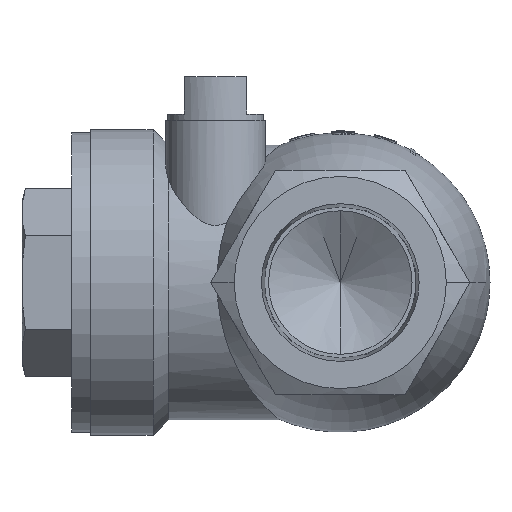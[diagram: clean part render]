
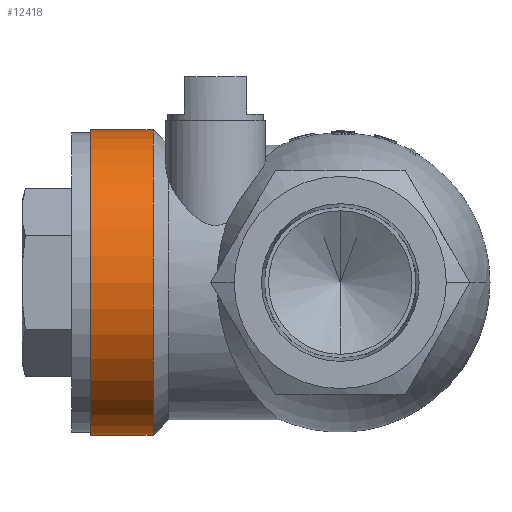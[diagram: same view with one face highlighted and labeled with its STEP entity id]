
A CAD part, left-side view. The second image highlights one B-rep face of the part: STEP entity #12418.
In plain terms, the highlighted cylindrical face has radius 24.5 mm (diameter 49 mm), a partial arc.
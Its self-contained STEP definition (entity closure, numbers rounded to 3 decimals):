
#421 = EDGE_LOOP ( 'NONE', ( #13131, #13132, #13133, #13134 ) ) ;
#1530 = FACE_OUTER_BOUND ( 'NONE', #421, .T. ) ;
#1537 = CYLINDRICAL_SURFACE ( 'NONE', #13570, 24.5 ) ;
#1677 = LINE ( 'NONE', #8731, #1678 ) ;
#1678 = VECTOR ( 'NONE', #8732, 1000. ) ;
#1681 = LINE ( 'NONE', #8730, #1683 ) ;
#1683 = VECTOR ( 'NONE', #8740, 1000. ) ;
#1815 = CIRCLE ( 'NONE', #8352, 24.5 ) ;
#1817 = CIRCLE ( 'NONE', #8355, 24.5 ) ;
#1876 = VERTEX_POINT ( 'NONE', #7151 ) ;
#1877 = VERTEX_POINT ( 'NONE', #7152 ) ;
#1881 = VERTEX_POINT ( 'NONE', #7156 ) ;
#1884 = VERTEX_POINT ( 'NONE', #7159 ) ;
#7151 = CARTESIAN_POINT ( 'NONE',  ( 0., 40., -24.5 ) ) ;
#7152 = CARTESIAN_POINT ( 'NONE',  ( 0., 40., 24.5 ) ) ;
#7156 = CARTESIAN_POINT ( 'NONE',  ( 0., 30., 24.5 ) ) ;
#7159 = CARTESIAN_POINT ( 'NONE',  ( 0., 30., -24.5 ) ) ;
#7568 = DIRECTION ( 'NONE',  ( 0., 0., -1. ) ) ;
#7572 = DIRECTION ( 'NONE',  ( 0., -1., 0. ) ) ;
#7573 = CARTESIAN_POINT ( 'NONE',  ( 0., 0., 0. ) ) ;
#8352 = AXIS2_PLACEMENT_3D ( 'NONE', #9727, #9729, #9730 ) ;
#8355 = AXIS2_PLACEMENT_3D ( 'NONE', #9725, #9732, #9733 ) ;
#8730 = CARTESIAN_POINT ( 'NONE',  ( 0., 0., 24.5 ) ) ;
#8731 = CARTESIAN_POINT ( 'NONE',  ( 0., 0., -24.5 ) ) ;
#8732 = DIRECTION ( 'NONE',  ( 0., -1., 0. ) ) ;
#8740 = DIRECTION ( 'NONE',  ( 0., -1., 0. ) ) ;
#9725 = CARTESIAN_POINT ( 'NONE',  ( 0., 30., 0. ) ) ;
#9727 = CARTESIAN_POINT ( 'NONE',  ( 0., 40., 0. ) ) ;
#9729 = DIRECTION ( 'NONE',  ( 0., -1., 0. ) ) ;
#9730 = DIRECTION ( 'NONE',  ( 0., 0., -1. ) ) ;
#9732 = DIRECTION ( 'NONE',  ( 0., -1., 0. ) ) ;
#9733 = DIRECTION ( 'NONE',  ( 0., 0., -1. ) ) ;
#12418 = ADVANCED_FACE ( 'NONE', ( #1530 ), #1537, .T. ) ;
#12554 = EDGE_CURVE ( 'NONE', #1876, #1884, #1677, .T. ) ;
#12557 = EDGE_CURVE ( 'NONE', #1877, #1881, #1681, .T. ) ;
#12755 = EDGE_CURVE ( 'NONE', #1877, #1876, #1815, .T. ) ;
#12756 = EDGE_CURVE ( 'NONE', #1881, #1884, #1817, .T. ) ;
#13131 = ORIENTED_EDGE ( 'NONE', *, *, #12557, .F. ) ;
#13132 = ORIENTED_EDGE ( 'NONE', *, *, #12755, .T. ) ;
#13133 = ORIENTED_EDGE ( 'NONE', *, *, #12554, .T. ) ;
#13134 = ORIENTED_EDGE ( 'NONE', *, *, #12756, .F. ) ;
#13570 = AXIS2_PLACEMENT_3D ( 'NONE', #7573, #7572, #7568 ) ;
